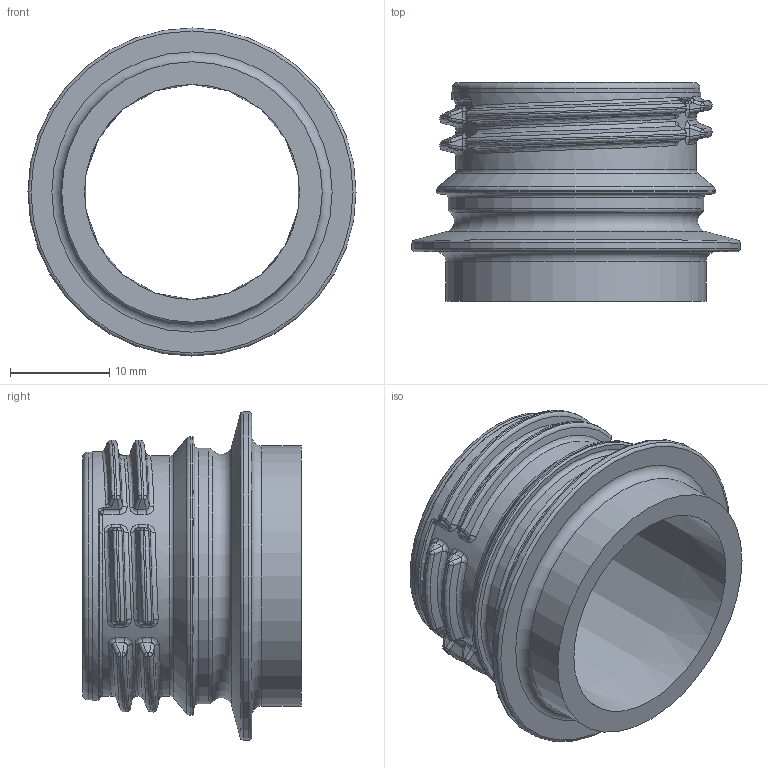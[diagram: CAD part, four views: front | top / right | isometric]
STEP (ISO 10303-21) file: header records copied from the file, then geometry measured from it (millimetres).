
FILE_DESCRIPTION(/* description */ (''),/* implementation_level */ '2;1');
FILE_NAME(/* name */ 'zavin.step',/* time_stamp */ '2016-03-20T20:48:15+01:00',/* author */ (''),/* organization */ (''),/* preprocessor_version */ 'ST-DEVELOPER v16.2',/* originating_system */ 'Autodesk Translation Framework v4.3.0.3010',/* authorisation */ '');
FILE_SCHEMA (('AUTOMOTIVE_DESIGN { 1 0 10303 214 3 1 1 }'));
Length unit declared in the file: centimetre
Products named in the file (1): Untitled(1)
Bounding box: 33 x 22 x 33 mm (x, y, z)
Volume: 3723.5 mm3; surface area: 4541.8 mm2
Topology: 1 solids, 1 shells, 239 faces, 561 edges, 329 vertices
Faces by surface type: bspline 176, cylinder 23, plane 20, torus 16, cone 4
Full cylindrical faces by diameter (mm): 24.2 x1, 24.94 x1, 25.07 x1, 25.71 x1, 26.19 x1, 28 x1, 33 x1
Entity records: 12196 total; most frequent: CARTESIAN_POINT 7954, ORIENTED_EDGE 1064, EDGE_CURVE 532, DIRECTION 479, B_SPLINE_CURVE_WITH_KNOTS 340, VERTEX_POINT 325, EDGE_LOOP 271, FACE_OUTER_BOUND 239
